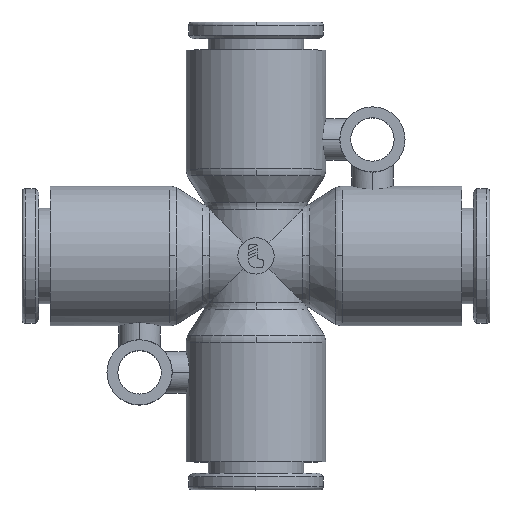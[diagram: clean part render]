
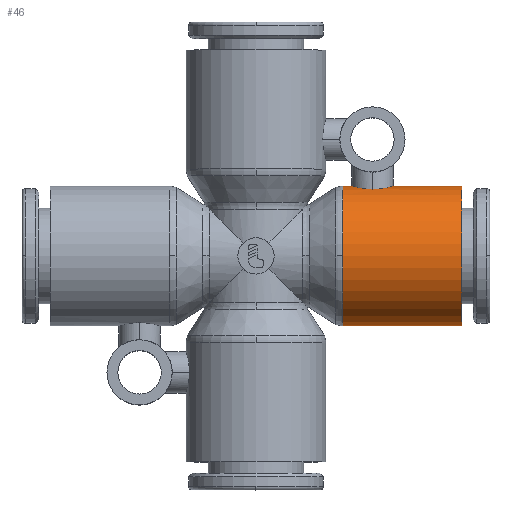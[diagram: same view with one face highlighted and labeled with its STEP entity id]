
A CAD part, top view. The second image highlights one B-rep face of the part: STEP entity #46.
In plain terms, the highlighted cylindrical face has radius 6.75 mm (diameter 13.5 mm), a partial arc.
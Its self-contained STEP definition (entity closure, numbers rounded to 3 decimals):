
#46=ADVANCED_FACE('',(#184),#185,.T.);
#184=FACE_OUTER_BOUND('',#479,.T.);
#185=CYLINDRICAL_SURFACE('',#480,6.75);
#479=EDGE_LOOP('',(#774,#775,#776,#777,#778,#779,#780,#781));
#480=AXIS2_PLACEMENT_3D('',#782,#783,#784);
#774=ORIENTED_EDGE('',*,*,#1911,.F.);
#775=ORIENTED_EDGE('',*,*,#1912,.T.);
#776=ORIENTED_EDGE('',*,*,#1913,.T.);
#777=ORIENTED_EDGE('',*,*,#1914,.F.);
#778=ORIENTED_EDGE('',*,*,#1915,.F.);
#779=ORIENTED_EDGE('',*,*,#1916,.F.);
#780=ORIENTED_EDGE('',*,*,#1917,.T.);
#781=ORIENTED_EDGE('',*,*,#1918,.T.);
#782=CARTESIAN_POINT('',(14.15,0.0,0.0));
#783=DIRECTION('',(1.0,0.0,0.0));
#784=DIRECTION('',(0.0,1.0,0.0));
#1911=EDGE_CURVE('',#2274,#2275,#2276,.T.);
#1912=EDGE_CURVE('',#2274,#2277,#2278,.T.);
#1913=EDGE_CURVE('',#2277,#2279,#2280,.T.);
#1914=EDGE_CURVE('',#2281,#2279,#2282,.T.);
#1915=EDGE_CURVE('',#2283,#2281,#2284,.T.);
#1916=EDGE_CURVE('',#2285,#2283,#2286,.T.);
#1917=EDGE_CURVE('',#2285,#2287,#2288,.T.);
#1918=EDGE_CURVE('',#2287,#2275,#2289,.T.);
#2274=VERTEX_POINT('',#2872);
#2275=VERTEX_POINT('',#2873);
#2276=LINE('',#2874,#2875);
#2277=VERTEX_POINT('',#2876);
#2278=CIRCLE('',#2877,6.75);
#2279=VERTEX_POINT('',#2878);
#2280=CIRCLE('',#2879,6.75);
#2281=VERTEX_POINT('',#2880);
#2282=LINE('',#2881,#2882);
#2283=VERTEX_POINT('',#2883);
#2284=CIRCLE('',#2884,6.75);
#2285=VERTEX_POINT('',#2885);
#2286=LINE('',#2886,#2887);
#2287=VERTEX_POINT('',#2888);
#2288=B_SPLINE_CURVE_WITH_KNOTS('',3,(#2889,#2890,#2891,#2892,#2893,#2894,#2895,#2896,#2897,#2898,#2899,#2900,#2901,#2902,#2903,#2904,#2905,#2906),.UNSPECIFIED.,.F.,.F.,(4,2,2,2,2,2,2,2,4),(3.033,3.412,3.791,4.171,4.55,4.929,5.308,5.687,6.066),.UNSPECIFIED.);
#2289=B_SPLINE_CURVE_WITH_KNOTS('',3,(#2907,#2908,#2909,#2910,#2911,#2912,#2913,#2914,#2915,#2916,#2917,#2918,#2919,#2920,#2921,#2922,#2923,#2924),.UNSPECIFIED.,.F.,.F.,(4,2,2,2,2,2,2,2,4),(6.066,6.446,6.825,7.204,7.583,7.962,8.342,8.721,9.1),.UNSPECIFIED.);
#2872=CARTESIAN_POINT('',(8.4,6.75,0.0));
#2873=CARTESIAN_POINT('',(9.25,6.75,0.));
#2874=CARTESIAN_POINT('',(14.15,6.75,0.));
#2875=VECTOR('',#4459,1.0);
#2876=CARTESIAN_POINT('',(8.4,0.,6.75));
#2877=AXIS2_PLACEMENT_3D('',#4460,#4461,#4462);
#2878=CARTESIAN_POINT('',(8.4,-6.75,0.));
#2879=AXIS2_PLACEMENT_3D('',#4463,#4464,#4465);
#2880=CARTESIAN_POINT('',(19.9,-6.75,0.));
#2881=CARTESIAN_POINT('',(14.15,-6.75,0.));
#2882=VECTOR('',#4466,1.0);
#2883=CARTESIAN_POINT('',(19.9,6.75,0.0));
#2884=AXIS2_PLACEMENT_3D('',#4467,#4468,#4469);
#2885=CARTESIAN_POINT('',(13.25,6.75,0.));
#2886=CARTESIAN_POINT('',(14.15,6.75,0.));
#2887=VECTOR('',#4470,1.0);
#2888=CARTESIAN_POINT('',(11.25,6.447,2.0));
#2889=CARTESIAN_POINT('',(13.25,6.75,0.));
#2890=CARTESIAN_POINT('',(13.25,6.75,0.126));
#2891=CARTESIAN_POINT('',(13.238,6.746,0.257));
#2892=CARTESIAN_POINT('',(13.187,6.732,0.516));
#2893=CARTESIAN_POINT('',(13.148,6.72,0.644));
#2894=CARTESIAN_POINT('',(13.046,6.692,0.891));
#2895=CARTESIAN_POINT('',(12.982,6.675,1.008));
#2896=CARTESIAN_POINT('',(12.836,6.639,1.226));
#2897=CARTESIAN_POINT('',(12.753,6.619,1.326));
#2898=CARTESIAN_POINT('',(12.576,6.581,1.503));
#2899=CARTESIAN_POINT('',(12.476,6.562,1.586));
#2900=CARTESIAN_POINT('',(12.258,6.524,1.732));
#2901=CARTESIAN_POINT('',(12.141,6.507,1.796));
#2902=CARTESIAN_POINT('',(11.894,6.478,1.898));
#2903=CARTESIAN_POINT('',(11.766,6.466,1.937));
#2904=CARTESIAN_POINT('',(11.507,6.451,1.988));
#2905=CARTESIAN_POINT('',(11.376,6.447,2.0));
#2906=CARTESIAN_POINT('',(11.25,6.447,2.0));
#2907=CARTESIAN_POINT('',(11.25,6.447,2.0));
#2908=CARTESIAN_POINT('',(11.124,6.447,2.0));
#2909=CARTESIAN_POINT('',(10.993,6.451,1.988));
#2910=CARTESIAN_POINT('',(10.734,6.466,1.937));
#2911=CARTESIAN_POINT('',(10.606,6.478,1.898));
#2912=CARTESIAN_POINT('',(10.359,6.507,1.796));
#2913=CARTESIAN_POINT('',(10.242,6.524,1.732));
#2914=CARTESIAN_POINT('',(10.024,6.562,1.586));
#2915=CARTESIAN_POINT('',(9.924,6.581,1.503));
#2916=CARTESIAN_POINT('',(9.747,6.619,1.326));
#2917=CARTESIAN_POINT('',(9.664,6.639,1.226));
#2918=CARTESIAN_POINT('',(9.518,6.675,1.008));
#2919=CARTESIAN_POINT('',(9.454,6.692,0.891));
#2920=CARTESIAN_POINT('',(9.352,6.72,0.644));
#2921=CARTESIAN_POINT('',(9.313,6.732,0.516));
#2922=CARTESIAN_POINT('',(9.262,6.746,0.257));
#2923=CARTESIAN_POINT('',(9.25,6.75,0.126));
#2924=CARTESIAN_POINT('',(9.25,6.75,0.));
#4459=DIRECTION('',(1.0,0.0,0.0));
#4460=CARTESIAN_POINT('',(8.4,0.0,0.0));
#4461=DIRECTION('',(1.0,0.0,0.0));
#4462=DIRECTION('',(0.0,1.0,0.0));
#4463=CARTESIAN_POINT('',(8.4,0.0,0.0));
#4464=DIRECTION('',(1.0,0.0,0.0));
#4465=DIRECTION('',(0.0,1.0,0.0));
#4466=DIRECTION('',(-1.0,-0.0,-0.0));
#4467=CARTESIAN_POINT('',(19.9,0.0,0.0));
#4468=DIRECTION('',(1.0,0.0,0.0));
#4469=DIRECTION('',(0.0,1.0,0.0));
#4470=DIRECTION('',(1.0,0.0,0.0));
